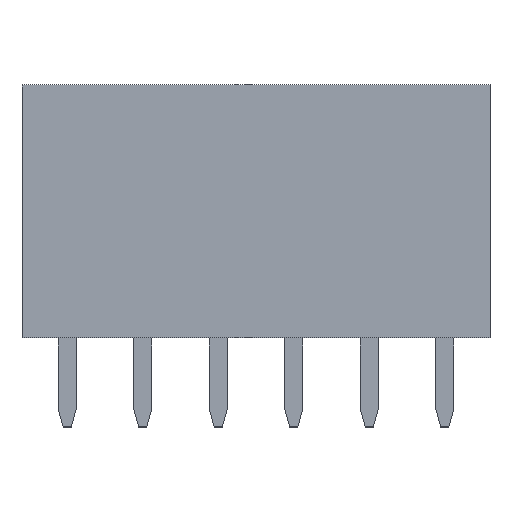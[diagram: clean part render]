
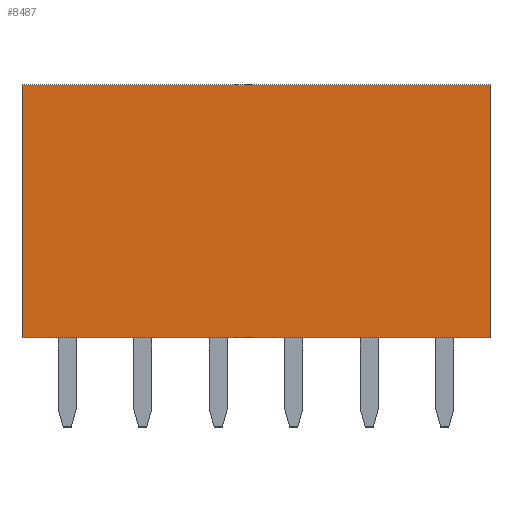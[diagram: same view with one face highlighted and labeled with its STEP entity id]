
A CAD part, top view. The second image highlights one B-rep face of the part: STEP entity #8487.
In plain terms, the highlighted planar face has unit normal (0, 0, 1).
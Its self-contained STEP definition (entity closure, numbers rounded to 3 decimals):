
#125 = VECTOR ( 'NONE', #1427, 1000. ) ;
#214 = DIRECTION ( 'NONE',  ( 0., -1., 0. ) ) ;
#538 = ORIENTED_EDGE ( 'NONE', *, *, #2276, .T. ) ;
#1049 = ORIENTED_EDGE ( 'NONE', *, *, #2526, .T. ) ;
#1051 = CARTESIAN_POINT ( 'NONE',  ( 14.22, 0., 1.25 ) ) ;
#1189 = LINE ( 'NONE', #4086, #8429 ) ;
#1427 = DIRECTION ( 'NONE',  ( 0., 1., 0. ) ) ;
#1553 = DIRECTION ( 'NONE',  ( -1., 0., 0. ) ) ;
#1989 = CARTESIAN_POINT ( 'NONE',  ( -1.52, 0., 1.25 ) ) ;
#2172 = FACE_OUTER_BOUND ( 'NONE', #7869, .T. ) ;
#2263 = PLANE ( 'NONE',  #4379 ) ;
#2276 = EDGE_CURVE ( 'NONE', #7069, #6790, #4959, .T. ) ;
#2526 = EDGE_CURVE ( 'NONE', #6790, #6450, #1189, .T. ) ;
#3912 = EDGE_CURVE ( 'NONE', #4052, #6450, #8259, .T. ) ;
#4052 = VERTEX_POINT ( 'NONE', #1989 ) ;
#4086 = CARTESIAN_POINT ( 'NONE',  ( 14.22, 8.5, 1.25 ) ) ;
#4379 = AXIS2_PLACEMENT_3D ( 'NONE', #1051, #4529, #214 ) ;
#4529 = DIRECTION ( 'NONE',  ( 0., 0., -1. ) ) ;
#4640 = CARTESIAN_POINT ( 'NONE',  ( -1.52, 0., 1.25 ) ) ;
#4718 = ORIENTED_EDGE ( 'NONE', *, *, #3912, .F. ) ;
#4959 = LINE ( 'NONE', #9351, #125 ) ;
#5050 = CARTESIAN_POINT ( 'NONE',  ( 14.22, 0., 1.25 ) ) ;
#5250 = CARTESIAN_POINT ( 'NONE',  ( 14.22, 0., 1.25 ) ) ;
#5746 = VECTOR ( 'NONE', #1553, 1000. ) ;
#6450 = VERTEX_POINT ( 'NONE', #8608 ) ;
#6790 = VERTEX_POINT ( 'NONE', #7214 ) ;
#6997 = DIRECTION ( 'NONE',  ( -1., 0., 0. ) ) ;
#7069 = VERTEX_POINT ( 'NONE', #5050 ) ;
#7214 = CARTESIAN_POINT ( 'NONE',  ( 14.22, 8.5, 1.25 ) ) ;
#7360 = LINE ( 'NONE', #5250, #5746 ) ;
#7536 = DIRECTION ( 'NONE',  ( 0., 1., 0. ) ) ;
#7630 = ORIENTED_EDGE ( 'NONE', *, *, #8039, .F. ) ;
#7869 = EDGE_LOOP ( 'NONE', ( #4718, #7630, #538, #1049 ) ) ;
#8039 = EDGE_CURVE ( 'NONE', #7069, #4052, #7360, .T. ) ;
#8259 = LINE ( 'NONE', #4640, #9003 ) ;
#8429 = VECTOR ( 'NONE', #6997, 1000. ) ;
#8487 = ADVANCED_FACE ( 'NONE', ( #2172 ), #2263, .F. ) ;
#8608 = CARTESIAN_POINT ( 'NONE',  ( -1.52, 8.5, 1.25 ) ) ;
#9003 = VECTOR ( 'NONE', #7536, 1000. ) ;
#9351 = CARTESIAN_POINT ( 'NONE',  ( 14.22, 0., 1.25 ) ) ;
